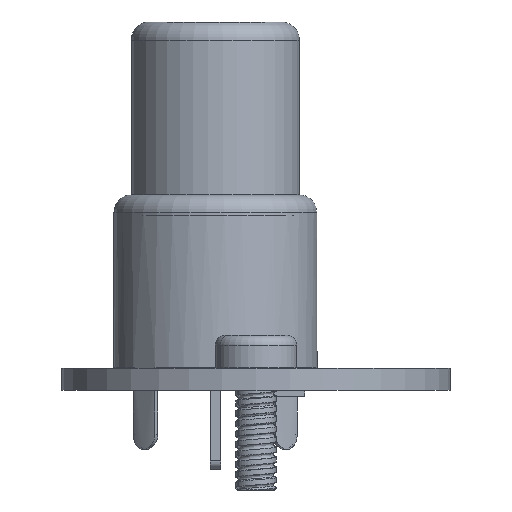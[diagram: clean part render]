
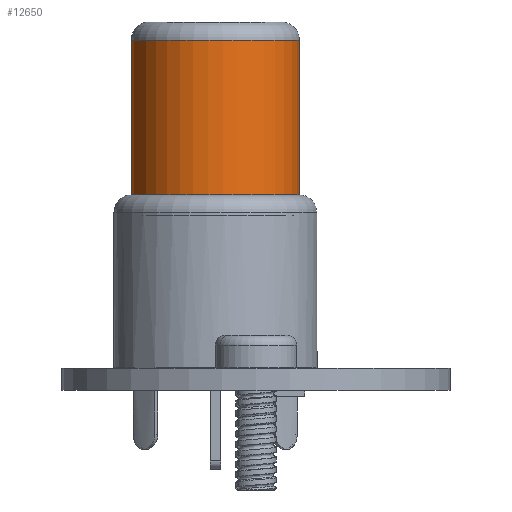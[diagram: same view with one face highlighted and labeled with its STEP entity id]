
A CAD part, left-side view. The second image highlights one B-rep face of the part: STEP entity #12650.
In plain terms, the highlighted cylindrical face has radius 4.15 mm (diameter 8.3 mm), a full revolution.
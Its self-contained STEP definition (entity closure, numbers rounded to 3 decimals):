
#12588 = EDGE_CURVE('',#12589,#12589,#12591,.T.);
#12589 = VERTEX_POINT('',#12590);
#12590 = CARTESIAN_POINT('',(-4.15,0.,8.5));
#12591 = CIRCLE('',#12592,4.15);
#12592 = AXIS2_PLACEMENT_3D('',#12593,#12594,#12595);
#12593 = CARTESIAN_POINT('',(0.,0.,8.5));
#12594 = DIRECTION('',(0.,0.,1.));
#12595 = DIRECTION('',(-1.,0.,0.));
#12617 = EDGE_CURVE('',#12618,#12618,#12620,.T.);
#12618 = VERTEX_POINT('',#12619);
#12619 = CARTESIAN_POINT('',(-4.15,0.,0.9));
#12620 = CIRCLE('',#12621,4.15);
#12621 = AXIS2_PLACEMENT_3D('',#12622,#12623,#12624);
#12622 = CARTESIAN_POINT('',(0.,0.,0.9));
#12623 = DIRECTION('',(0.,0.,-1.));
#12624 = DIRECTION('',(1.,0.,0.));
#12650 = ADVANCED_FACE('',(#12651),#12661,.T.);
#12651 = FACE_BOUND('',#12652,.T.);
#12652 = EDGE_LOOP('',(#12653,#12654,#12659,#12660));
#12653 = ORIENTED_EDGE('',*,*,#12588,.F.);
#12654 = ORIENTED_EDGE('',*,*,#12655,.F.);
#12655 = EDGE_CURVE('',#12618,#12589,#12656,.T.);
#12656 = B_SPLINE_CURVE_WITH_KNOTS('',1,(#12657,#12658),.UNSPECIFIED.,
  .F.,.F.,(2,2),(0.9,8.5),.PIECEWISE_BEZIER_KNOTS.);
#12657 = CARTESIAN_POINT('',(-4.15,0.,0.9));
#12658 = CARTESIAN_POINT('',(-4.15,0.,8.5));
#12659 = ORIENTED_EDGE('',*,*,#12617,.F.);
#12660 = ORIENTED_EDGE('',*,*,#12655,.T.);
#12661 = CYLINDRICAL_SURFACE('',#12662,4.15);
#12662 = AXIS2_PLACEMENT_3D('',#12663,#12664,#12665);
#12663 = CARTESIAN_POINT('',(0.,0.,0.));
#12664 = DIRECTION('',(0.,0.,1.));
#12665 = DIRECTION('',(-1.,0.,0.));
